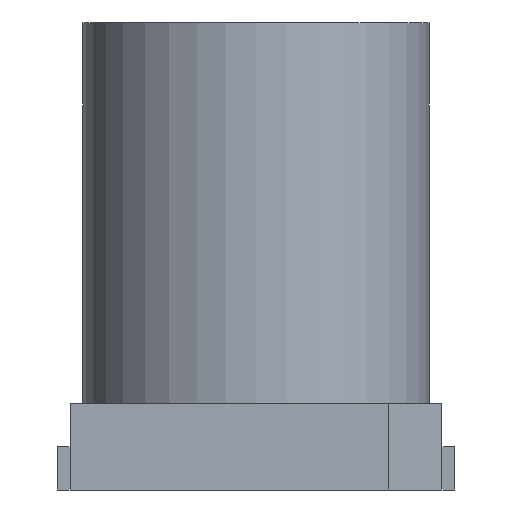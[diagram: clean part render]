
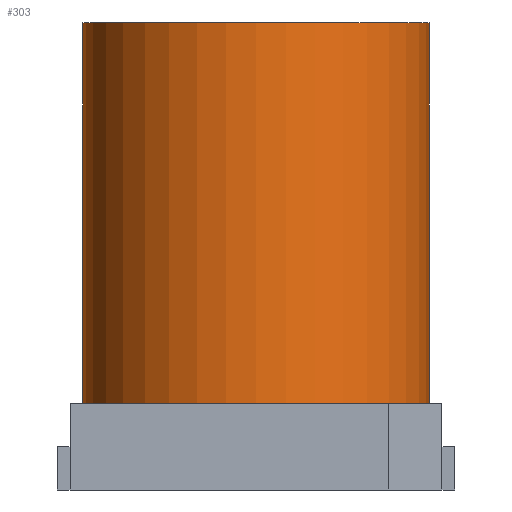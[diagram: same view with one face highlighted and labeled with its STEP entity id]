
A CAD part, front view. The second image highlights one B-rep face of the part: STEP entity #303.
In plain terms, the highlighted cylindrical face has radius 2 mm (diameter 4 mm), a full revolution.
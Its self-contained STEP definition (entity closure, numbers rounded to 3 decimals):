
#13=DIRECTION('',(0.,0.,1.));
#27=VECTOR('',#13,1.);
#60=DIRECTION('',(1.,0.,0.));
#170=ORIENTED_EDGE('',*,*,#171,.F.);
#171=EDGE_CURVE('',#172,#172,#174,.T.);
#172=VERTEX_POINT('',#173);
#173=CARTESIAN_POINT('',(2.,0.,1.));
#174=CIRCLE('',#175,2.);
#175=AXIS2_PLACEMENT_3D('',#176,#13,#60);
#176=CARTESIAN_POINT('',(0.,0.,1.));
#303=ADVANCED_FACE('',(#304),#317,.T.);
#304=FACE_BOUND('',#305,.F.);
#305=EDGE_LOOP('',(#306,#311,#316,#170));
#306=ORIENTED_EDGE('',*,*,#307,.T.);
#307=EDGE_CURVE('',#172,#308,#310,.T.);
#308=VERTEX_POINT('',#309);
#309=CARTESIAN_POINT('',(2.,0.,5.4));
#310=LINE('',#173,#27);
#311=ORIENTED_EDGE('',*,*,#312,.T.);
#312=EDGE_CURVE('',#308,#308,#313,.T.);
#313=CIRCLE('',#314,2.);
#314=AXIS2_PLACEMENT_3D('',#315,#13,#60);
#315=CARTESIAN_POINT('',(0.,0.,5.4));
#316=ORIENTED_EDGE('',*,*,#307,.F.);
#317=CYLINDRICAL_SURFACE('',#318,2.);
#318=AXIS2_PLACEMENT_3D('',#176,#319,#60);
#319=DIRECTION('',(-0.,-0.,-1.));
